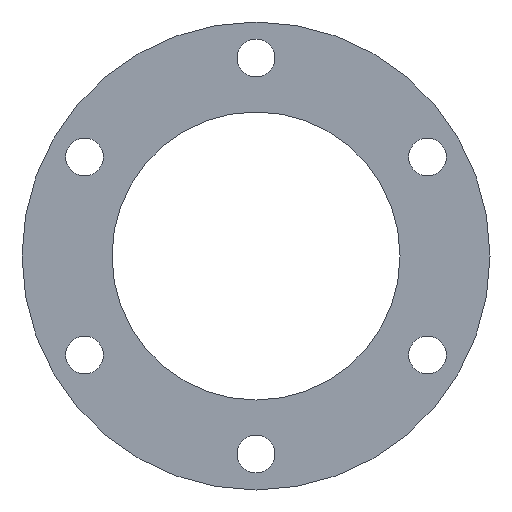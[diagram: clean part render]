
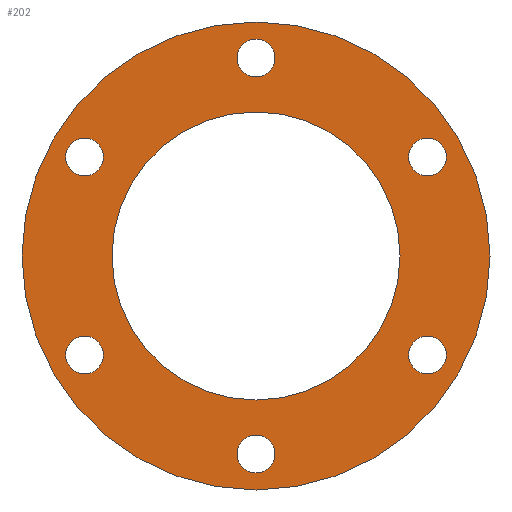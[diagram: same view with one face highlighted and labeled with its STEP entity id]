
A CAD part, left-side view. The second image highlights one B-rep face of the part: STEP entity #202.
In plain terms, the highlighted planar face has unit normal (-1, 0, 0).
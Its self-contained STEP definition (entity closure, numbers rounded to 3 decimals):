
#22=FACE_BOUND('',#58,.T.);
#23=FACE_BOUND('',#59,.T.);
#24=FACE_BOUND('',#60,.T.);
#25=FACE_BOUND('',#61,.T.);
#26=FACE_BOUND('',#62,.T.);
#27=FACE_BOUND('',#63,.T.);
#28=FACE_BOUND('',#64,.T.);
#30=PLANE('',#251);
#40=FACE_OUTER_BOUND('',#57,.T.);
#57=EDGE_LOOP('',(#177));
#58=EDGE_LOOP('',(#178));
#59=EDGE_LOOP('',(#179));
#60=EDGE_LOOP('',(#180));
#61=EDGE_LOOP('',(#181));
#62=EDGE_LOOP('',(#182));
#63=EDGE_LOOP('',(#183));
#64=EDGE_LOOP('',(#184));
#82=CIRCLE('',#228,40.);
#83=CIRCLE('',#230,5.25);
#85=CIRCLE('',#233,5.25);
#87=CIRCLE('',#236,5.25);
#89=CIRCLE('',#239,5.25);
#91=CIRCLE('',#242,5.25);
#93=CIRCLE('',#245,5.25);
#96=CIRCLE('',#249,65.);
#98=VERTEX_POINT('',#318);
#99=VERTEX_POINT('',#322);
#101=VERTEX_POINT('',#328);
#103=VERTEX_POINT('',#334);
#105=VERTEX_POINT('',#340);
#107=VERTEX_POINT('',#346);
#109=VERTEX_POINT('',#352);
#112=VERTEX_POINT('',#360);
#115=EDGE_CURVE('',#98,#98,#82,.T.);
#116=EDGE_CURVE('',#99,#99,#83,.T.);
#119=EDGE_CURVE('',#101,#101,#85,.T.);
#122=EDGE_CURVE('',#103,#103,#87,.T.);
#125=EDGE_CURVE('',#105,#105,#89,.T.);
#128=EDGE_CURVE('',#107,#107,#91,.T.);
#131=EDGE_CURVE('',#109,#109,#93,.T.);
#136=EDGE_CURVE('',#112,#112,#96,.T.);
#177=ORIENTED_EDGE('',*,*,#136,.F.);
#178=ORIENTED_EDGE('',*,*,#115,.T.);
#179=ORIENTED_EDGE('',*,*,#116,.T.);
#180=ORIENTED_EDGE('',*,*,#119,.T.);
#181=ORIENTED_EDGE('',*,*,#122,.T.);
#182=ORIENTED_EDGE('',*,*,#125,.T.);
#183=ORIENTED_EDGE('',*,*,#128,.T.);
#184=ORIENTED_EDGE('',*,*,#131,.T.);
#202=ADVANCED_FACE('',(#40,#22,#23,#24,#25,#26,#27,#28),#30,.F.);
#228=AXIS2_PLACEMENT_3D('',#320,#259,#260);
#230=AXIS2_PLACEMENT_3D('',#323,#263,#264);
#233=AXIS2_PLACEMENT_3D('',#329,#270,#271);
#236=AXIS2_PLACEMENT_3D('',#335,#277,#278);
#239=AXIS2_PLACEMENT_3D('',#341,#284,#285);
#242=AXIS2_PLACEMENT_3D('',#347,#291,#292);
#245=AXIS2_PLACEMENT_3D('',#353,#298,#299);
#249=AXIS2_PLACEMENT_3D('',#362,#308,#309);
#251=AXIS2_PLACEMENT_3D('',#364,#312,#313);
#259=DIRECTION('center_axis',(1.,0.,0.));
#260=DIRECTION('ref_axis',(0.,0.,-1.));
#263=DIRECTION('center_axis',(1.,0.,0.));
#264=DIRECTION('ref_axis',(0.,0.866,0.5));
#270=DIRECTION('center_axis',(1.,0.,0.));
#271=DIRECTION('ref_axis',(0.,0.866,-0.5));
#277=DIRECTION('center_axis',(1.,0.,0.));
#278=DIRECTION('ref_axis',(0.,0.,-1.));
#284=DIRECTION('center_axis',(1.,0.,0.));
#285=DIRECTION('ref_axis',(0.,-0.866,-0.5));
#291=DIRECTION('center_axis',(1.,0.,0.));
#292=DIRECTION('ref_axis',(0.,-0.866,0.5));
#298=DIRECTION('center_axis',(1.,0.,0.));
#299=DIRECTION('ref_axis',(0.,0.,1.));
#308=DIRECTION('center_axis',(1.,0.,0.));
#309=DIRECTION('ref_axis',(0.,1.,0.));
#312=DIRECTION('center_axis',(1.,0.,0.));
#313=DIRECTION('ref_axis',(0.,0.,-1.));
#318=CARTESIAN_POINT('',(0.,0.,40.));
#320=CARTESIAN_POINT('Origin',(0.,0.,0.));
#322=CARTESIAN_POINT('',(0.,-52.178,-30.125));
#323=CARTESIAN_POINT('Origin',(0.,-47.631,-27.5));
#328=CARTESIAN_POINT('',(0.,-52.178,30.125));
#329=CARTESIAN_POINT('Origin',(0.,-47.631,27.5));
#334=CARTESIAN_POINT('',(0.,0.,60.25));
#335=CARTESIAN_POINT('Origin',(0.,0.,55.));
#340=CARTESIAN_POINT('',(0.,52.178,30.125));
#341=CARTESIAN_POINT('Origin',(0.,47.631,27.5));
#346=CARTESIAN_POINT('',(0.,52.178,-30.125));
#347=CARTESIAN_POINT('Origin',(0.,47.631,-27.5));
#352=CARTESIAN_POINT('',(0.,0.,-60.25));
#353=CARTESIAN_POINT('Origin',(0.,0.,-55.));
#360=CARTESIAN_POINT('',(0.,-65.,0.));
#362=CARTESIAN_POINT('Origin',(0.,0.,0.));
#364=CARTESIAN_POINT('Origin',(0.,0.,0.));
